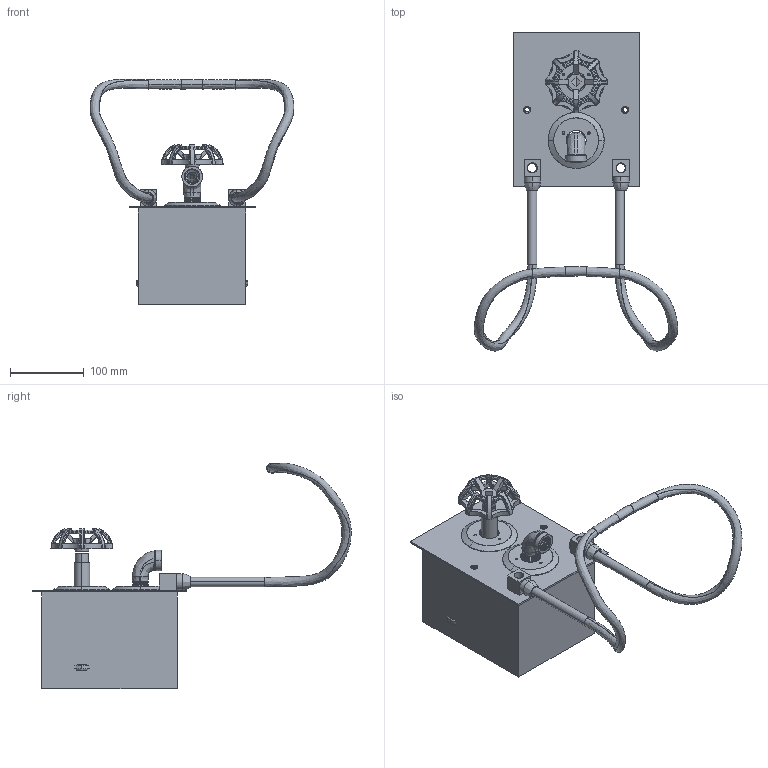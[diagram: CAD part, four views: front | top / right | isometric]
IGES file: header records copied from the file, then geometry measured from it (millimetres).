
Start section: SolidWorks IGES file using analytic representation for surfaces
Global section: file name: 758 ASSEMBLY.IGS; native system: SolidWorks 2014; preprocessor: SolidWorks 2014; author: gstednitz; date: 170707.130023; units: inch
Bounding box: 277.14 x 432.95 x 306.92 mm (x, y, z)
Surface area: 430854.6 mm2 (no closed solid volume)
Topology: 0 solids, 0 shells, 794 faces, 10663 edges, 10640 vertices
Faces by surface type: bspline 466, revolution 328
